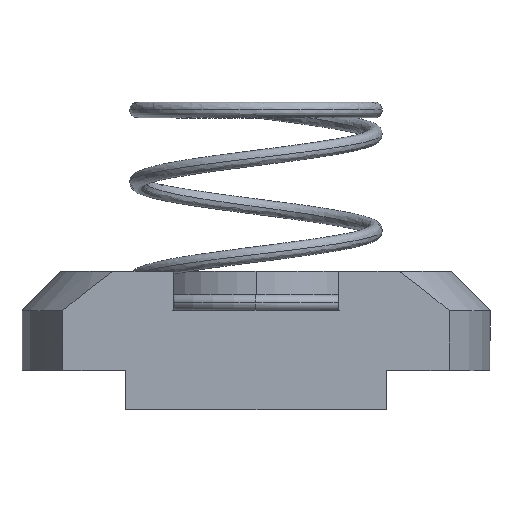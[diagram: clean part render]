
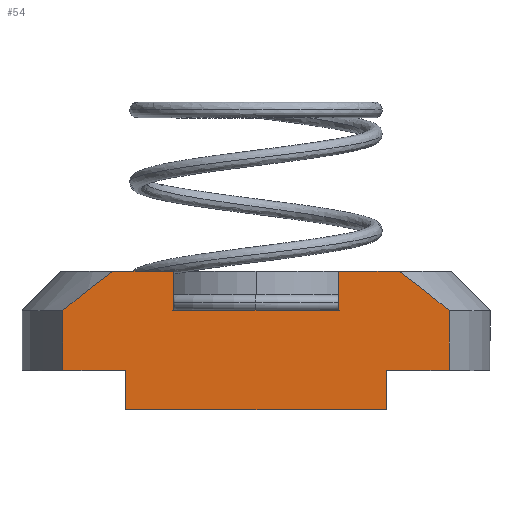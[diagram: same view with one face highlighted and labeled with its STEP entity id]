
A CAD part, top view. The second image highlights one B-rep face of the part: STEP entity #54.
In plain terms, the highlighted planar face has unit normal (0, 0, 1).
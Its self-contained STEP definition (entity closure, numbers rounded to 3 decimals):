
#21 = EDGE_CURVE ( 'NONE', #885, #873, #2219, .T. ) ;
#31 = EDGE_CURVE ( 'NONE', #885, #815, #1902, .T. ) ;
#54 = ADVANCED_FACE ( 'NONE', ( #1088 ), #1743, .T. ) ;
#73 = EDGE_CURVE ( 'NONE', #809, #837, #1296, .T. ) ;
#79 = EDGE_CURVE ( 'NONE', #841, #873, #1274, .T. ) ;
#91 = EDGE_CURVE ( 'NONE', #825, #606, #555, .T. ) ;
#97 = EDGE_CURVE ( 'NONE', #724, #831, #536, .T. ) ;
#102 = EDGE_CURVE ( 'NONE', #667, #825, #2276, .T. ) ;
#121 = EDGE_CURVE ( 'NONE', #837, #667, #468, .T. ) ;
#125 = EDGE_CURVE ( 'NONE', #708, #812, #456, .T. ) ;
#152 = EDGE_CURVE ( 'NONE', #810, #809, #438, .T. ) ;
#284 = DIRECTION ( 'NONE',  ( 1., 0., 0. ) ) ;
#285 = CARTESIAN_POINT ( 'NONE',  ( -7.416, 1.5, 5.1 ) ) ;
#286 = LINE ( 'NONE', #285, #1142 ) ;
#287 = CARTESIAN_POINT ( 'NONE',  ( 5.499, 5.3, 5.1 ) ) ;
#288 = CARTESIAN_POINT ( 'NONE',  ( 6.154, 4.82, 5.1 ) ) ;
#289 = CARTESIAN_POINT ( 'NONE',  ( 6.789, 4.316, 5.1 ) ) ;
#290 = DIRECTION ( 'NONE',  ( -1., 0., 0. ) ) ;
#291 = CARTESIAN_POINT ( 'NONE',  ( -7.416, 0., 5.1 ) ) ;
#292 = LINE ( 'NONE', #291, #943 ) ;
#296 = CARTESIAN_POINT ( 'NONE',  ( 7.416, 3.8, 5.1 ) ) ;
#313 = DIRECTION ( 'NONE',  ( 0., -1., 0. ) ) ;
#314 = CARTESIAN_POINT ( 'NONE',  ( 3.161, 0., 5.1 ) ) ;
#315 = LINE ( 'NONE', #314, #945 ) ;
#343 = CARTESIAN_POINT ( 'NONE',  ( 5., 1.5, 5.1 ) ) ;
#348 = CARTESIAN_POINT ( 'NONE',  ( 7.416, 1.5, 5.1 ) ) ;
#355 = CARTESIAN_POINT ( 'NONE',  ( 7.416, 3.8, 5.1 ) ) ;
#356 = CARTESIAN_POINT ( 'NONE',  ( -3.161, 5.3, 5.1 ) ) ;
#358 = CARTESIAN_POINT ( 'NONE',  ( -5., 0., 5.1 ) ) ;
#363 = CARTESIAN_POINT ( 'NONE',  ( -7.416, 3.8, 5.1 ) ) ;
#367 = CARTESIAN_POINT ( 'NONE',  ( 5., 0., 5.1 ) ) ;
#369 = CARTESIAN_POINT ( 'NONE',  ( 3.161, 5.3, 5.1 ) ) ;
#370 = CARTESIAN_POINT ( 'NONE',  ( 3.161, 3.8, 5.1 ) ) ;
#371 = CARTESIAN_POINT ( 'NONE',  ( -3.161, 3.8, 5.1 ) ) ;
#384 = CARTESIAN_POINT ( 'NONE',  ( -5., 1.5, 5.1 ) ) ;
#391 = CARTESIAN_POINT ( 'NONE',  ( 5.499, 5.3, 5.1 ) ) ;
#396 = CARTESIAN_POINT ( 'NONE',  ( -5.499, 5.3, 5.1 ) ) ;
#403 = CARTESIAN_POINT ( 'NONE',  ( -7.416, 1.5, 5.1 ) ) ;
#436 = DIRECTION ( 'NONE',  ( -1., 0., 0. ) ) ;
#437 = CARTESIAN_POINT ( 'NONE',  ( -4.25, 3.8, 5.1 ) ) ;
#438 = LINE ( 'NONE', #437, #964 ) ;
#454 = DIRECTION ( 'NONE',  ( -1., 0., 0. ) ) ;
#455 = CARTESIAN_POINT ( 'NONE',  ( -7.416, 5.3, 5.1 ) ) ;
#456 = LINE ( 'NONE', #455, #972 ) ;
#466 = DIRECTION ( 'NONE',  ( -1., 0., 0. ) ) ;
#467 = CARTESIAN_POINT ( 'NONE',  ( -7.416, 5.3, 5.1 ) ) ;
#468 = LINE ( 'NONE', #467, #984 ) ;
#519 = CARTESIAN_POINT ( 'NONE',  ( -7.416, 3.8, 5.1 ) ) ;
#520 = CARTESIAN_POINT ( 'NONE',  ( -6.79, 4.315, 5.1 ) ) ;
#521 = CARTESIAN_POINT ( 'NONE',  ( -6.155, 4.819, 5.1 ) ) ;
#528 = CARTESIAN_POINT ( 'NONE',  ( -5.499, 5.3, 5.1 ) ) ;
#534 = DIRECTION ( 'NONE',  ( 0., -1., 0. ) ) ;
#535 = CARTESIAN_POINT ( 'NONE',  ( -5., 1.5, 5.1 ) ) ;
#536 = LINE ( 'NONE', #535, #1014 ) ;
#553 = DIRECTION ( 'NONE',  ( 0., -1., 0. ) ) ;
#554 = CARTESIAN_POINT ( 'NONE',  ( -7.416, 5.3, 5.1 ) ) ;
#555 = LINE ( 'NONE', #554, #1021 ) ;
#592 = ORIENTED_EDGE ( 'NONE', *, *, #91, .T. ) ;
#602 = EDGE_LOOP ( 'NONE', ( #879, #686, #772, #861, #846, #722, #632, #771, #661, #884, #807, #592, #838, #814 ) ) ;
#606 = VERTEX_POINT ( 'NONE', #403 ) ;
#632 = ORIENTED_EDGE ( 'NONE', *, *, #2294, .T. ) ;
#661 = ORIENTED_EDGE ( 'NONE', *, *, #73, .T. ) ;
#667 = VERTEX_POINT ( 'NONE', #396 ) ;
#686 = ORIENTED_EDGE ( 'NONE', *, *, #31, .F. ) ;
#708 = VERTEX_POINT ( 'NONE', #391 ) ;
#722 = ORIENTED_EDGE ( 'NONE', *, *, #125, .T. ) ;
#724 = VERTEX_POINT ( 'NONE', #384 ) ;
#771 = ORIENTED_EDGE ( 'NONE', *, *, #152, .T. ) ;
#772 = ORIENTED_EDGE ( 'NONE', *, *, #21, .T. ) ;
#807 = ORIENTED_EDGE ( 'NONE', *, *, #102, .T. ) ;
#809 = VERTEX_POINT ( 'NONE', #371 ) ;
#810 = VERTEX_POINT ( 'NONE', #370 ) ;
#812 = VERTEX_POINT ( 'NONE', #369 ) ;
#814 = ORIENTED_EDGE ( 'NONE', *, *, #97, .T. ) ;
#815 = VERTEX_POINT ( 'NONE', #367 ) ;
#825 = VERTEX_POINT ( 'NONE', #363 ) ;
#831 = VERTEX_POINT ( 'NONE', #358 ) ;
#837 = VERTEX_POINT ( 'NONE', #356 ) ;
#838 = ORIENTED_EDGE ( 'NONE', *, *, #2303, .T. ) ;
#841 = VERTEX_POINT ( 'NONE', #355 ) ;
#846 = ORIENTED_EDGE ( 'NONE', *, *, #2302, .T. ) ;
#861 = ORIENTED_EDGE ( 'NONE', *, *, #79, .F. ) ;
#873 = VERTEX_POINT ( 'NONE', #348 ) ;
#879 = ORIENTED_EDGE ( 'NONE', *, *, #2301, .F. ) ;
#884 = ORIENTED_EDGE ( 'NONE', *, *, #121, .T. ) ;
#885 = VERTEX_POINT ( 'NONE', #343 ) ;
#943 = VECTOR ( 'NONE', #290, 1000. ) ;
#945 = VECTOR ( 'NONE', #313, 1000. ) ;
#964 = VECTOR ( 'NONE', #436, 1000. ) ;
#972 = VECTOR ( 'NONE', #454, 1000. ) ;
#984 = VECTOR ( 'NONE', #466, 1000. ) ;
#1014 = VECTOR ( 'NONE', #534, 1000. ) ;
#1021 = VECTOR ( 'NONE', #553, 1000. ) ;
#1025 = VECTOR ( 'NONE', #1211, 1000. ) ;
#1031 = VECTOR ( 'NONE', #1294, 1000. ) ;
#1074 = AXIS2_PLACEMENT_3D ( 'NONE', #1742, #1741, #1740 ) ;
#1088 = FACE_OUTER_BOUND ( 'NONE', #602, .T. ) ;
#1123 = VECTOR ( 'NONE', #1833, 1000. ) ;
#1133 = VECTOR ( 'NONE', #2216, 1000. ) ;
#1142 = VECTOR ( 'NONE', #284, 1000. ) ;
#1211 = DIRECTION ( 'NONE',  ( 0., -1., 0. ) ) ;
#1241 = CARTESIAN_POINT ( 'NONE',  ( 7.416, 5.3, 5.1 ) ) ;
#1274 = LINE ( 'NONE', #1241, #1025 ) ;
#1294 = DIRECTION ( 'NONE',  ( 0., 1., 0. ) ) ;
#1295 = CARTESIAN_POINT ( 'NONE',  ( -3.161, 0., 5.1 ) ) ;
#1296 = LINE ( 'NONE', #1295, #1031 ) ;
#1740 = DIRECTION ( 'NONE',  ( 1., 0., 0. ) ) ;
#1741 = DIRECTION ( 'NONE',  ( 0., 0., 1. ) ) ;
#1742 = CARTESIAN_POINT ( 'NONE',  ( -7.416, 5.3, 5.1 ) ) ;
#1743 = PLANE ( 'NONE',  #1074 ) ;
#1833 = DIRECTION ( 'NONE',  ( 0., -1., 0. ) ) ;
#1834 = CARTESIAN_POINT ( 'NONE',  ( 5., 1.5, 5.1 ) ) ;
#1902 = LINE ( 'NONE', #1834, #1123 ) ;
#2216 = DIRECTION ( 'NONE',  ( 1., 0., 0. ) ) ;
#2218 = CARTESIAN_POINT ( 'NONE',  ( -7.416, 1.5, 5.1 ) ) ;
#2219 = LINE ( 'NONE', #2218, #1133 ) ;
#2276 = B_SPLINE_CURVE_WITH_KNOTS ( 'NONE', 3,
 ( #528, #521, #520, #519 ),
 .UNSPECIFIED., .F., .F.,
 ( 4, 4 ),
 ( 0.027, 0.029 ),
 .UNSPECIFIED. ) ;
#2277 = B_SPLINE_CURVE_WITH_KNOTS ( 'NONE', 3,
 ( #296, #289, #288, #287 ),
 .UNSPECIFIED., .F., .F.,
 ( 4, 4 ),
 ( 0.012, 0.015 ),
 .UNSPECIFIED. ) ;
#2294 = EDGE_CURVE ( 'NONE', #812, #810, #315, .T. ) ;
#2301 = EDGE_CURVE ( 'NONE', #815, #831, #292, .T. ) ;
#2302 = EDGE_CURVE ( 'NONE', #841, #708, #2277, .T. ) ;
#2303 = EDGE_CURVE ( 'NONE', #606, #724, #286, .T. ) ;
